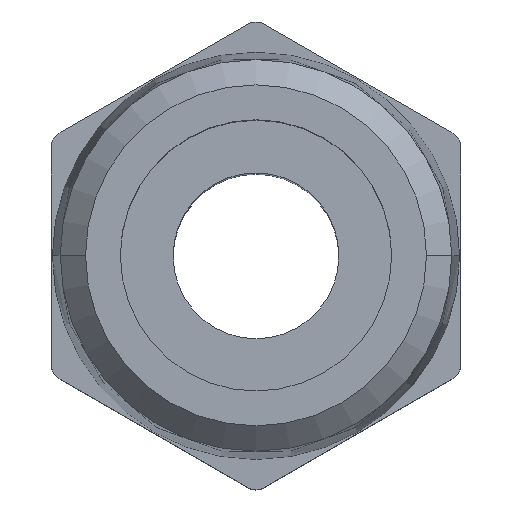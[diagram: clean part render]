
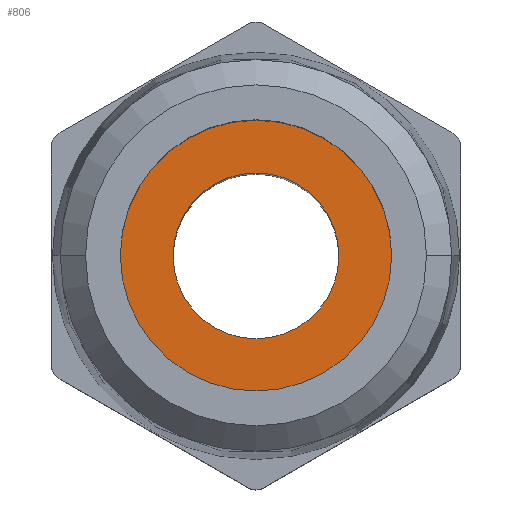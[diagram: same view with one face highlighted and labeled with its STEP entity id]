
A CAD part, top view. The second image highlights one B-rep face of the part: STEP entity #806.
In plain terms, the highlighted planar face has unit normal (0, 0, 1).
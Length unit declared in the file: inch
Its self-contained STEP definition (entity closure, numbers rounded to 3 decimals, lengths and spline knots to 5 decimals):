
#26 = CARTESIAN_POINT ( 'NONE',  ( 0.139, 0., 0.125 ) ) ;
#35 = FACE_BOUND ( 'NONE', #1087, .T. ) ;
#72 = DIRECTION ( 'NONE',  ( 0., 0., -1. ) ) ;
#111 = EDGE_CURVE ( 'NONE', #307, #1122, #930, .T. ) ;
#117 = CIRCLE ( 'NONE', #830, 0.139 ) ;
#128 = CARTESIAN_POINT ( 'NONE',  ( 0., 0., 0.125 ) ) ;
#191 = EDGE_CURVE ( 'NONE', #893, #1190, #117, .T. ) ;
#206 = PLANE ( 'NONE',  #714 ) ;
#226 = DIRECTION ( 'NONE',  ( 1., 0., 0. ) ) ;
#231 = AXIS2_PLACEMENT_3D ( 'NONE', #646, #72, #745 ) ;
#258 = CARTESIAN_POINT ( 'NONE',  ( -0.139, 0., 0.125 ) ) ;
#261 = AXIS2_PLACEMENT_3D ( 'NONE', #128, #796, #226 ) ;
#299 = ORIENTED_EDGE ( 'NONE', *, *, #1021, .F. ) ;
#304 = CIRCLE ( 'NONE', #1104, 0.2275 ) ;
#307 = VERTEX_POINT ( 'NONE', #776 ) ;
#383 = ORIENTED_EDGE ( 'NONE', *, *, #910, .F. ) ;
#465 = DIRECTION ( 'NONE',  ( 0., 0., 1. ) ) ;
#491 = DIRECTION ( 'NONE',  ( 0., 0., 1. ) ) ;
#526 = CARTESIAN_POINT ( 'NONE',  ( 0., 0., 0.125 ) ) ;
#619 = DIRECTION ( 'NONE',  ( 1., 0., 0. ) ) ;
#646 = CARTESIAN_POINT ( 'NONE',  ( 0., 0., 0.125 ) ) ;
#680 = ORIENTED_EDGE ( 'NONE', *, *, #191, .F. ) ;
#685 = CIRCLE ( 'NONE', #261, 0.139 ) ;
#714 = AXIS2_PLACEMENT_3D ( 'NONE', #870, #491, #1142 ) ;
#721 = EDGE_LOOP ( 'NONE', ( #1029, #299 ) ) ;
#745 = DIRECTION ( 'NONE',  ( 1., 0., 0. ) ) ;
#776 = CARTESIAN_POINT ( 'NONE',  ( 0.2275, 0., 0.125 ) ) ;
#796 = DIRECTION ( 'NONE',  ( 0., 0., 1. ) ) ;
#806 = ADVANCED_FACE ( 'NONE', ( #35, #1010 ), #206, .T. ) ;
#823 = CARTESIAN_POINT ( 'NONE',  ( -0.2275, 0., 0.125 ) ) ;
#830 = AXIS2_PLACEMENT_3D ( 'NONE', #1027, #465, #1124 ) ;
#870 = CARTESIAN_POINT ( 'NONE',  ( 0., 0., 0.125 ) ) ;
#893 = VERTEX_POINT ( 'NONE', #26 ) ;
#910 = EDGE_CURVE ( 'NONE', #1190, #893, #685, .T. ) ;
#930 = CIRCLE ( 'NONE', #231, 0.2275 ) ;
#1010 = FACE_OUTER_BOUND ( 'NONE', #721, .T. ) ;
#1021 = EDGE_CURVE ( 'NONE', #1122, #307, #304, .T. ) ;
#1027 = CARTESIAN_POINT ( 'NONE',  ( 0., 0., 0.125 ) ) ;
#1029 = ORIENTED_EDGE ( 'NONE', *, *, #111, .F. ) ;
#1087 = EDGE_LOOP ( 'NONE', ( #680, #383 ) ) ;
#1104 = AXIS2_PLACEMENT_3D ( 'NONE', #526, #1180, #619 ) ;
#1122 = VERTEX_POINT ( 'NONE', #823 ) ;
#1124 = DIRECTION ( 'NONE',  ( 1., 0., 0. ) ) ;
#1142 = DIRECTION ( 'NONE',  ( 1., 0., 0. ) ) ;
#1180 = DIRECTION ( 'NONE',  ( 0., 0., -1. ) ) ;
#1190 = VERTEX_POINT ( 'NONE', #258 ) ;
